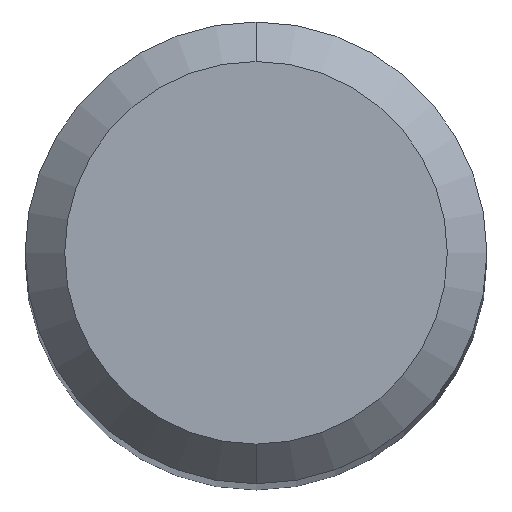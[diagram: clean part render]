
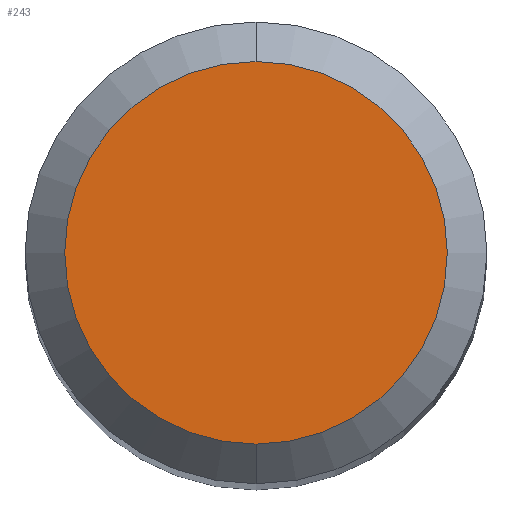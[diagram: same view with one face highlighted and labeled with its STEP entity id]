
A CAD part, top view. The second image highlights one B-rep face of the part: STEP entity #243.
In plain terms, the highlighted planar face has unit normal (0, 0, 1).
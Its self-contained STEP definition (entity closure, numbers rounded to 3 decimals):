
#211=EDGE_CURVE('',#263,#257,#428,.T.);
#243=ADVANCED_FACE('',(#468),#469,.T.);
#257=VERTEX_POINT('',#486);
#263=VERTEX_POINT('',#493);
#273=EDGE_CURVE('',#257,#263,#504,.T.);
#428=CIRCLE('',#704,1.45);
#468=FACE_OUTER_BOUND('',#750,.T.);
#469=PLANE('',#751);
#486=CARTESIAN_POINT('',(0.,-1.45,0.0));
#493=CARTESIAN_POINT('',(0.0,1.45,0.0));
#504=CIRCLE('',#790,1.45);
#704=AXIS2_PLACEMENT_3D('',#937,#938,#939);
#750=EDGE_LOOP('',(#1001,#1002));
#751=AXIS2_PLACEMENT_3D('',#1003,#1004,#1005);
#790=AXIS2_PLACEMENT_3D('',#1055,#1056,#1057);
#937=CARTESIAN_POINT('',(0.0,0.0,0.0));
#938=DIRECTION('',(0.0,0.0,-1.0));
#939=DIRECTION('',(0.0,1.0,0.0));
#1001=ORIENTED_EDGE('',*,*,#211,.F.);
#1002=ORIENTED_EDGE('',*,*,#273,.F.);
#1003=CARTESIAN_POINT('',(0.0,0.725,0.0));
#1004=DIRECTION('',(-0.0,0.0,1.0));
#1005=DIRECTION('',(0.0,-1.0,0.0));
#1055=CARTESIAN_POINT('',(0.0,0.0,0.0));
#1056=DIRECTION('',(0.0,0.0,-1.0));
#1057=DIRECTION('',(0.0,1.0,0.0));
